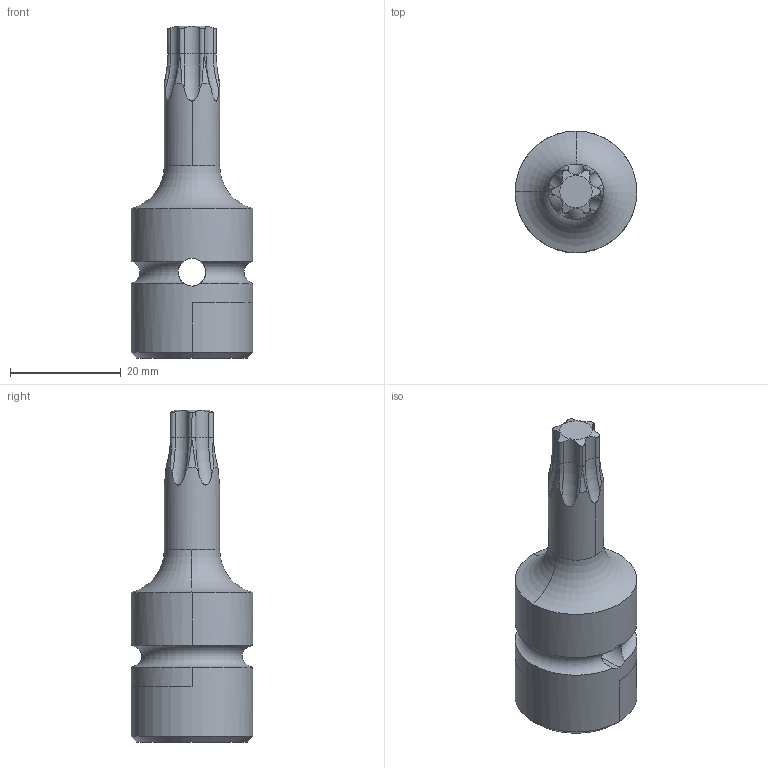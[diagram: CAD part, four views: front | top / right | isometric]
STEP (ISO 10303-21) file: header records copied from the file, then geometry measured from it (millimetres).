
FILE_DESCRIPTION((''),'2;1');
FILE_NAME('4027122950','2024-01-08T10:17:36',('a00565553'),(''),'CREO PARAMETRIC BY PTC INC, 2022414','CREO PARAMETRIC BY PTC INC, 2022414','');
FILE_SCHEMA(('CONFIG_CONTROL_DESIGN','GEOMETRIC_VALIDATION_PROPERTIES_MIM'));
Length unit declared in the file: millimetre
Products named in the file (1): 4027122950
Bounding box: 22 x 22 x 60 mm (x, y, z)
Volume: 10006.7 mm3; surface area: 4450 mm2
Topology: 1 solids, 1 shells, 83 faces, 224 edges, 142 vertices
Faces by surface type: cylinder 40, torus 28, cone 8, plane 7
Entity records: 3255 total; most frequent: CARTESIAN_POINT 1149, ORIENTED_EDGE 448, DIRECTION 386, EDGE_CURVE 224, AXIS2_PLACEMENT_3D 167, VERTEX_POINT 142, B_SPLINE_CURVE_WITH_KNOTS 88, EDGE_LOOP 86
